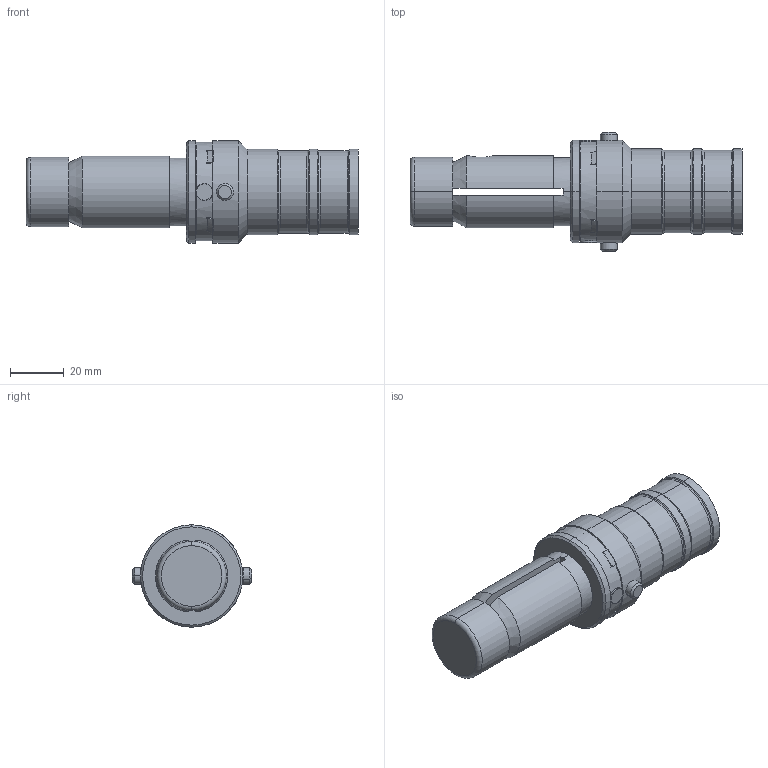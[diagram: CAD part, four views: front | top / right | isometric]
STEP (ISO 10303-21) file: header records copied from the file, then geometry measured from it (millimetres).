
FILE_DESCRIPTION (( 'STEP AP214' ), '1' );
FILE_NAME ('CATSTD-49M44-00C.STEP', '2022-03-01T21:22:59', ( '' ), ( '' ), 'SwSTEP 2.0', 'SolidWorks 2020', '' );
FILE_SCHEMA (( 'AUTOMOTIVE_DESIGN' ));
Length unit declared in the file: inch
Products named in the file (1): CATSTD-49M44-00C
Bounding box: 123.49 x 44.3 x 38.1 mm (x, y, z)
Surface area: 20331.8 mm2 (no closed solid volume)
Topology: 0 solids, 7 shells, 124 faces, 366 edges, 250 vertices
Faces by surface type: cylinder 41, plane 38, cone 23, torus 22
Entity records: 6095 total; most frequent: CARTESIAN_POINT 1157, DIRECTION 744, ORIENTED_EDGE 594, EDGE_CURVE 366, AXIS2_PLACEMENT_3D 287, VERTEX_POINT 250, LINE 170, VECTOR 170
